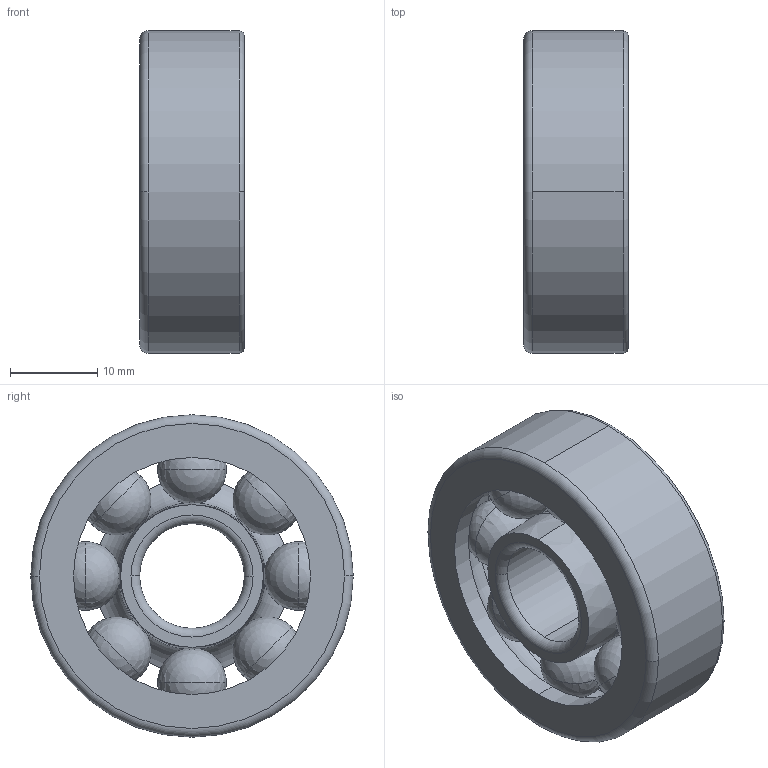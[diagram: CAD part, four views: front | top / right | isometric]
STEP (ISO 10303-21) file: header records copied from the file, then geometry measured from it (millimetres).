
FILE_DESCRIPTION(('STEP AP214'),'1');
FILE_NAME('7301-b-xl-jp.stp','2025-09-23T14:35:05',('TraceParts'),('TraceParts S.A.S.'),'Spatial InterOp 3D',' ',' ');
FILE_SCHEMA(('AUTOMOTIVE_DESIGN { 1 0 10303 214 1 1 1 1 }'));
Length unit declared in the file: millimetre
Products named in the file (1): inafag_7301-b-xl-jp_5e248pp7gqghdhtkglxqk21pl_1
Bounding box: 12 x 37 x 37 mm (x, y, z)
Volume: 7787 mm3; surface area: 6499.2 mm2
Topology: 10 solids, 10 shells, 48 faces, 128 edges, 68 vertices
Faces by surface type: torus 16, sphere 16, cylinder 8, cone 4, plane 4
Entity records: 1765 total; most frequent: DIRECTION 296, CARTESIAN_POINT 222, ORIENTED_EDGE 192, AXIS2_PLACEMENT_3D 142, EDGE_CURVE 96, CIRCLE 84, VERTEX_POINT 68, EDGE_LOOP 52
